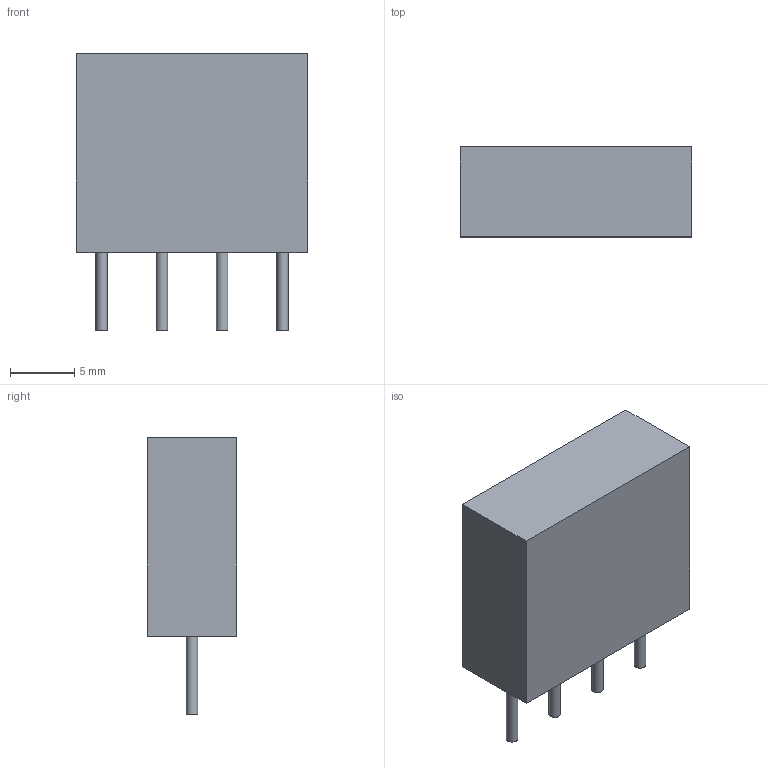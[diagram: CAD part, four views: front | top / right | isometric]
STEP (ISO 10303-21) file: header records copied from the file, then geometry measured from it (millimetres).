
FILE_DESCRIPTION(('STEP AP214'),'1');
FILE_NAME('RECT_2KBB','2019-04-06T20:45:57',(''),(''),'','','');
FILE_SCHEMA(('AUTOMOTIVE_DESIGN'));
Length unit declared in the file: millimetre
Products named in the file (1): product
Bounding box: 18.01 x 7.01 x 21.59 mm (x, y, z)
Volume: 15.1 mm3; surface area: 1100.8 mm2
Topology: 4 solids, 10 shells, 18 faces, 36 edges, 32 vertices
Faces by surface type: plane 14, cylinder 4
Full cylindrical faces by diameter (mm): 0.889 x4
Entity records: 550 total; most frequent: CARTESIAN_POINT 87, DIRECTION 86, VERTEX_POINT 56, ORIENTED_EDGE 40, EDGE_CURVE 32, AXIS2_PLACEMENT_3D 31, LINE 24, VECTOR 24
